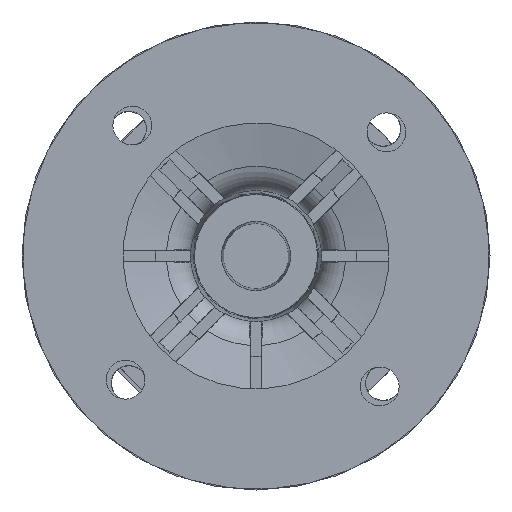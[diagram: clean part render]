
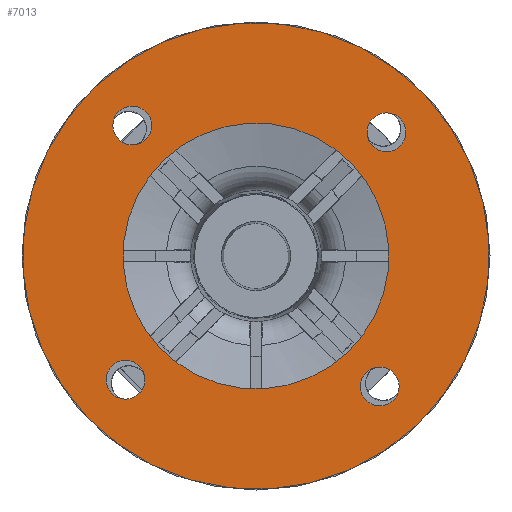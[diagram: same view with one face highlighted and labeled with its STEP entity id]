
A CAD part, front view. The second image highlights one B-rep face of the part: STEP entity #7013.
In plain terms, the highlighted planar face has unit normal (0, -1, 0).
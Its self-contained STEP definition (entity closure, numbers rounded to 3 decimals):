
#6838=CARTESIAN_POINT('',(-23.95,0.0,0.0));
#6839=VERTEX_POINT('',#6838);
#6840=CARTESIAN_POINT('',(-26.85,0.0,0.0));
#6841=DIRECTION('',(0.0,-1.0,0.0));
#6842=DIRECTION('',(1.0,0.0,0.0));
#6843=AXIS2_PLACEMENT_3D('',#6840,#6841,#6842);
#6844=CIRCLE('',#6843,2.9);
#6845=EDGE_CURVE('',#6839,#6839,#6844,.T.);
#6866=CARTESIAN_POINT('',(34.85,0.0,0.0));
#6867=VERTEX_POINT('',#6866);
#6868=CARTESIAN_POINT('',(0.0,0.0,0.0));
#6869=DIRECTION('',(0.0,1.0,0.0));
#6870=DIRECTION('',(1.0,0.0,0.0));
#6871=AXIS2_PLACEMENT_3D('',#6868,#6869,#6870);
#6872=CIRCLE('',#6871,34.85);
#6873=EDGE_CURVE('',#6867,#6867,#6872,.T.);
#6942=CARTESIAN_POINT('',(2.9,0.0,26.85));
#6943=VERTEX_POINT('',#6942);
#6944=CARTESIAN_POINT('',(0.,0.0,26.85));
#6945=DIRECTION('',(0.0,-1.0,0.0));
#6946=DIRECTION('',(1.0,0.0,0.0));
#6947=AXIS2_PLACEMENT_3D('',#6944,#6945,#6946);
#6948=CIRCLE('',#6947,2.9);
#6949=EDGE_CURVE('',#6943,#6943,#6948,.T.);
#6962=CARTESIAN_POINT('',(29.75,0.0,0.0));
#6963=VERTEX_POINT('',#6962);
#6964=CARTESIAN_POINT('',(26.85,0.0,0.0));
#6965=DIRECTION('',(0.0,1.0,0.0));
#6966=DIRECTION('',(1.0,0.0,0.0));
#6967=AXIS2_PLACEMENT_3D('',#6964,#6965,#6966);
#6968=CIRCLE('',#6967,2.9);
#6969=EDGE_CURVE('',#6963,#6963,#6968,.T.);
#6974=CARTESIAN_POINT('',(0.0,0.0,0.0));
#6975=DIRECTION('',(0.0,1.0,0.0));
#6976=DIRECTION('',(0.0,0.0,1.0));
#6977=AXIS2_PLACEMENT_3D('',#6974,#6975,#6976);
#6978=PLANE('',#6977);
#6979=ORIENTED_EDGE('',*,*,#6873,.F.);
#6980=EDGE_LOOP('',(#6979));
#6981=FACE_OUTER_BOUND('',#6980,.T.);
#6982=ORIENTED_EDGE('',*,*,#6949,.F.);
#6983=EDGE_LOOP('',(#6982));
#6984=FACE_BOUND('',#6983,.T.);
#6985=ORIENTED_EDGE('',*,*,#6969,.T.);
#6986=EDGE_LOOP('',(#6985));
#6987=FACE_BOUND('',#6986,.T.);
#6988=CARTESIAN_POINT('',(19.85,0.0,0.0));
#6989=VERTEX_POINT('',#6988);
#6990=CARTESIAN_POINT('',(0.0,0.0,0.0));
#6991=DIRECTION('',(0.0,1.0,0.0));
#6992=DIRECTION('',(1.0,0.0,0.0));
#6993=AXIS2_PLACEMENT_3D('',#6990,#6991,#6992);
#6994=CIRCLE('',#6993,19.85);
#6995=EDGE_CURVE('',#6989,#6989,#6994,.T.);
#6996=ORIENTED_EDGE('',*,*,#6995,.T.);
#6997=EDGE_LOOP('',(#6996));
#6998=FACE_BOUND('',#6997,.T.);
#6999=ORIENTED_EDGE('',*,*,#6845,.F.);
#7000=EDGE_LOOP('',(#6999));
#7001=FACE_BOUND('',#7000,.T.);
#7002=CARTESIAN_POINT('',(2.9,0.0,-26.85));
#7003=VERTEX_POINT('',#7002);
#7004=CARTESIAN_POINT('',(0.,0.0,-26.85));
#7005=DIRECTION('',(0.0,-1.0,0.0));
#7006=DIRECTION('',(1.0,0.0,0.0));
#7007=AXIS2_PLACEMENT_3D('',#7004,#7005,#7006);
#7008=CIRCLE('',#7007,2.9);
#7009=EDGE_CURVE('',#7003,#7003,#7008,.T.);
#7010=ORIENTED_EDGE('',*,*,#7009,.F.);
#7011=EDGE_LOOP('',(#7010));
#7012=FACE_BOUND('',#7011,.T.);
#7013=ADVANCED_FACE('',(#6981,#6984,#6987,#6998,#7001,#7012),#6978,.F.);
